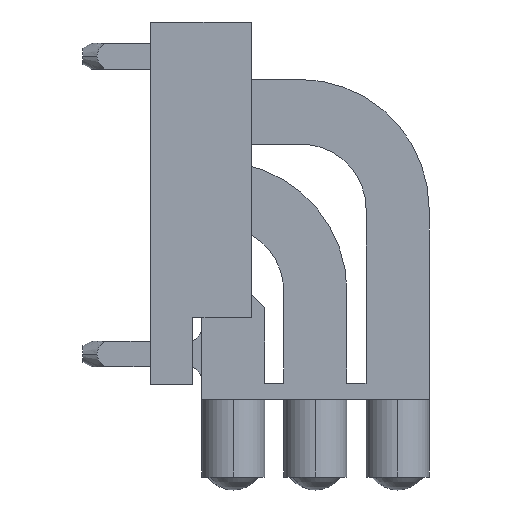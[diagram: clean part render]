
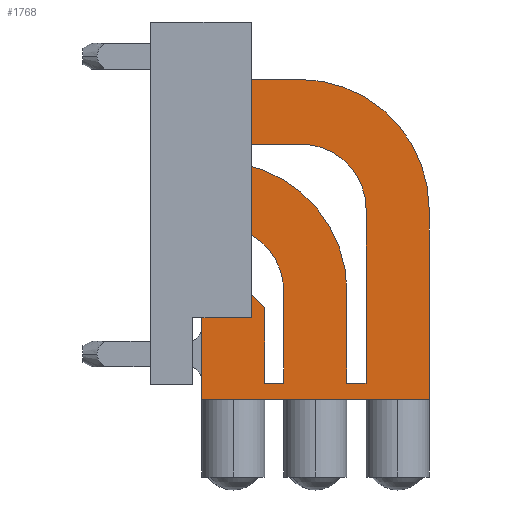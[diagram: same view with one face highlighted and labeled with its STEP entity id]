
A CAD part, front view. The second image highlights one B-rep face of the part: STEP entity #1768.
In plain terms, the highlighted face is planar.
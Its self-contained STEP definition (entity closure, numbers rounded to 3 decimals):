
#830=AXIS2_PLACEMENT_3D('Circle Axis2P3D',#828,#829,$) ;
#918=AXIS2_PLACEMENT_3D('Circle Axis2P3D',#916,#917,$) ;
#1042=AXIS2_PLACEMENT_3D('Circle Axis2P3D',#1040,#1041,$) ;
#1135=AXIS2_PLACEMENT_3D('Circle Axis2P3D',#1133,#1134,$) ;
#1666=AXIS2_PLACEMENT_3D('Circle Axis2P3D',#1664,#1665,$) ;
#1719=AXIS2_PLACEMENT_3D('Plane Axis2P3D',#1716,#1717,#1718) ;
#1730=AXIS2_PLACEMENT_3D('Circle Axis2P3D',#1728,#1729,$) ;
#546=CARTESIAN_POINT('Vertex',(1.95,8.2,0.)) ;
#549=CARTESIAN_POINT('Line Origine',(1.95,4.1,0.)) ;
#553=CARTESIAN_POINT('Vertex',(1.95,0.,0.)) ;
#588=CARTESIAN_POINT('Vertex',(1.95,8.2,0.265)) ;
#591=CARTESIAN_POINT('Line Origine',(1.95,8.2,0.133)) ;
#626=CARTESIAN_POINT('Vertex',(1.95,11.,0.265)) ;
#629=CARTESIAN_POINT('Line Origine',(1.95,9.6,0.265)) ;
#667=CARTESIAN_POINT('Vertex',(1.95,11.,1.24)) ;
#670=CARTESIAN_POINT('Line Origine',(1.95,11.,0.753)) ;
#685=CARTESIAN_POINT('Vertex',(1.95,11.,3.78)) ;
#690=CARTESIAN_POINT('Line Origine',(1.95,11.,2.51)) ;
#730=CARTESIAN_POINT('Vertex',(1.95,11.,6.32)) ;
#733=CARTESIAN_POINT('Line Origine',(1.95,11.,5.05)) ;
#756=CARTESIAN_POINT('Vertex',(1.95,11.,7.295)) ;
#759=CARTESIAN_POINT('Line Origine',(1.95,11.,6.808)) ;
#793=CARTESIAN_POINT('Vertex',(1.95,5.12,7.295)) ;
#796=CARTESIAN_POINT('Line Origine',(1.95,8.06,7.295)) ;
#825=CARTESIAN_POINT('Vertex',(1.95,1.12,3.295)) ;
#828=CARTESIAN_POINT('Axis2P3D Location',(1.95,5.12,3.295)) ;
#845=CARTESIAN_POINT('Line Origine',(1.95,10.5,5.05)) ;
#849=CARTESIAN_POINT('Vertex',(1.95,10.5,4.755)) ;
#851=CARTESIAN_POINT('Vertex',(1.95,10.5,5.345)) ;
#885=CARTESIAN_POINT('Line Origine',(1.95,9.08,4.755)) ;
#889=CARTESIAN_POINT('Vertex',(1.95,7.66,4.755)) ;
#916=CARTESIAN_POINT('Axis2P3D Location',(1.95,7.66,0.755)) ;
#920=CARTESIAN_POINT('Vertex',(1.95,3.66,0.755)) ;
#947=CARTESIAN_POINT('Line Origine',(1.95,3.66,0.628)) ;
#951=CARTESIAN_POINT('Vertex',(1.95,3.66,0.5)) ;
#978=CARTESIAN_POINT('Line Origine',(1.95,3.39,0.5)) ;
#982=CARTESIAN_POINT('Vertex',(1.95,3.12,0.5)) ;
#1009=CARTESIAN_POINT('Line Origine',(1.95,3.12,1.923)) ;
#1013=CARTESIAN_POINT('Vertex',(1.95,3.12,3.345)) ;
#1040=CARTESIAN_POINT('Axis2P3D Location',(1.95,5.12,3.345)) ;
#1044=CARTESIAN_POINT('Vertex',(1.95,5.12,5.345)) ;
#1071=CARTESIAN_POINT('Line Origine',(1.95,7.81,5.345)) ;
#1093=CARTESIAN_POINT('Line Origine',(1.95,5.66,0.653)) ;
#1097=CARTESIAN_POINT('Vertex',(1.95,5.66,0.805)) ;
#1099=CARTESIAN_POINT('Vertex',(1.95,5.66,0.5)) ;
#1133=CARTESIAN_POINT('Axis2P3D Location',(1.95,7.66,0.805)) ;
#1137=CARTESIAN_POINT('Vertex',(1.95,7.66,2.805)) ;
#1164=CARTESIAN_POINT('Line Origine',(1.95,9.08,2.805)) ;
#1168=CARTESIAN_POINT('Vertex',(1.95,10.5,2.805)) ;
#1190=CARTESIAN_POINT('Line Origine',(1.95,10.5,2.51)) ;
#1194=CARTESIAN_POINT('Vertex',(1.95,10.5,2.215)) ;
#1221=CARTESIAN_POINT('Line Origine',(1.95,9.338,2.215)) ;
#1225=CARTESIAN_POINT('Vertex',(1.95,8.175,2.215)) ;
#1252=CARTESIAN_POINT('Line Origine',(1.95,7.318,1.358)) ;
#1256=CARTESIAN_POINT('Vertex',(1.95,6.46,0.5)) ;
#1278=CARTESIAN_POINT('Line Origine',(1.95,6.06,0.5)) ;
#1628=CARTESIAN_POINT('Vertex',(1.95,1.12,1.375)) ;
#1633=CARTESIAN_POINT('Line Origine',(1.95,1.12,2.335)) ;
#1659=CARTESIAN_POINT('Vertex',(1.95,1.,1.255)) ;
#1664=CARTESIAN_POINT('Axis2P3D Location',(1.95,1.,1.375)) ;
#1692=CARTESIAN_POINT('Vertex',(1.95,0.,1.135)) ;
#1700=CARTESIAN_POINT('Line Origine',(1.95,0.,0.568)) ;
#1716=CARTESIAN_POINT('Axis2P3D Location',(1.95,0.,0.)) ;
#1721=CARTESIAN_POINT('Line Origine',(1.95,0.56,1.255)) ;
#1725=CARTESIAN_POINT('Vertex',(1.95,0.12,1.255)) ;
#1728=CARTESIAN_POINT('Axis2P3D Location',(1.95,0.12,1.135)) ;
#550=DIRECTION('Vector Direction',(0.,-1.,0.)) ;
#592=DIRECTION('Vector Direction',(0.,0.,-1.)) ;
#630=DIRECTION('Vector Direction',(0.,-1.,0.)) ;
#671=DIRECTION('Vector Direction',(0.,0.,-1.)) ;
#691=DIRECTION('Vector Direction',(0.,0.,-1.)) ;
#734=DIRECTION('Vector Direction',(0.,0.,-1.)) ;
#760=DIRECTION('Vector Direction',(0.,0.,-1.)) ;
#797=DIRECTION('Vector Direction',(0.,1.,0.)) ;
#829=DIRECTION('Axis2P3D Direction',(1.,0.,0.)) ;
#846=DIRECTION('Vector Direction',(0.,0.,1.)) ;
#886=DIRECTION('Vector Direction',(0.,1.,0.)) ;
#917=DIRECTION('Axis2P3D Direction',(1.,0.,0.)) ;
#948=DIRECTION('Vector Direction',(0.,0.,1.)) ;
#979=DIRECTION('Vector Direction',(0.,1.,0.)) ;
#1010=DIRECTION('Vector Direction',(0.,0.,-1.)) ;
#1041=DIRECTION('Axis2P3D Direction',(1.,0.,0.)) ;
#1072=DIRECTION('Vector Direction',(0.,-1.,0.)) ;
#1094=DIRECTION('Vector Direction',(0.,0.,1.)) ;
#1134=DIRECTION('Axis2P3D Direction',(1.,0.,0.)) ;
#1165=DIRECTION('Vector Direction',(0.,1.,0.)) ;
#1191=DIRECTION('Vector Direction',(0.,0.,-1.)) ;
#1222=DIRECTION('Vector Direction',(0.,-1.,0.)) ;
#1253=DIRECTION('Vector Direction',(0.,-0.707,-0.707)) ;
#1279=DIRECTION('Vector Direction',(0.,-1.,0.)) ;
#1634=DIRECTION('Vector Direction',(0.,0.,1.)) ;
#1665=DIRECTION('Axis2P3D Direction',(1.,0.,0.)) ;
#1701=DIRECTION('Vector Direction',(0.,0.,1.)) ;
#1717=DIRECTION('Axis2P3D Direction',(1.,0.,0.)) ;
#1718=DIRECTION('Axis2P3D XDirection',(0.,1.,0.)) ;
#1722=DIRECTION('Vector Direction',(0.,1.,0.)) ;
#1729=DIRECTION('Axis2P3D Direction',(1.,0.,0.)) ;
#551=VECTOR('Line Direction',#550,1.) ;
#593=VECTOR('Line Direction',#592,1.) ;
#631=VECTOR('Line Direction',#630,1.) ;
#672=VECTOR('Line Direction',#671,1.) ;
#692=VECTOR('Line Direction',#691,1.) ;
#735=VECTOR('Line Direction',#734,1.) ;
#761=VECTOR('Line Direction',#760,1.) ;
#798=VECTOR('Line Direction',#797,1.) ;
#847=VECTOR('Line Direction',#846,1.) ;
#887=VECTOR('Line Direction',#886,1.) ;
#949=VECTOR('Line Direction',#948,1.) ;
#980=VECTOR('Line Direction',#979,1.) ;
#1011=VECTOR('Line Direction',#1010,1.) ;
#1073=VECTOR('Line Direction',#1072,1.) ;
#1095=VECTOR('Line Direction',#1094,1.) ;
#1166=VECTOR('Line Direction',#1165,1.) ;
#1192=VECTOR('Line Direction',#1191,1.) ;
#1223=VECTOR('Line Direction',#1222,1.) ;
#1254=VECTOR('Line Direction',#1253,1.) ;
#1280=VECTOR('Line Direction',#1279,1.) ;
#1635=VECTOR('Line Direction',#1634,1.) ;
#1702=VECTOR('Line Direction',#1701,1.) ;
#1723=VECTOR('Line Direction',#1722,1.) ;
#1734=ORIENTED_EDGE('',*,*,#1704,.T.) ;
#1735=ORIENTED_EDGE('',*,*,#555,.T.) ;
#1736=ORIENTED_EDGE('',*,*,#595,.T.) ;
#1737=ORIENTED_EDGE('',*,*,#633,.T.) ;
#1738=ORIENTED_EDGE('',*,*,#674,.T.) ;
#1739=ORIENTED_EDGE('',*,*,#694,.T.) ;
#1740=ORIENTED_EDGE('',*,*,#737,.T.) ;
#1741=ORIENTED_EDGE('',*,*,#763,.T.) ;
#1742=ORIENTED_EDGE('',*,*,#800,.T.) ;
#1743=ORIENTED_EDGE('',*,*,#832,.T.) ;
#1744=ORIENTED_EDGE('',*,*,#1637,.T.) ;
#1745=ORIENTED_EDGE('',*,*,#1668,.T.) ;
#1746=ORIENTED_EDGE('',*,*,#1727,.T.) ;
#1747=ORIENTED_EDGE('',*,*,#1732,.F.) ;
#1750=ORIENTED_EDGE('',*,*,#853,.F.) ;
#1751=ORIENTED_EDGE('',*,*,#891,.F.) ;
#1752=ORIENTED_EDGE('',*,*,#922,.F.) ;
#1753=ORIENTED_EDGE('',*,*,#953,.F.) ;
#1754=ORIENTED_EDGE('',*,*,#984,.F.) ;
#1755=ORIENTED_EDGE('',*,*,#1015,.F.) ;
#1756=ORIENTED_EDGE('',*,*,#1046,.F.) ;
#1757=ORIENTED_EDGE('',*,*,#1075,.F.) ;
#1760=ORIENTED_EDGE('',*,*,#1101,.F.) ;
#1761=ORIENTED_EDGE('',*,*,#1139,.F.) ;
#1762=ORIENTED_EDGE('',*,*,#1170,.F.) ;
#1763=ORIENTED_EDGE('',*,*,#1196,.F.) ;
#1764=ORIENTED_EDGE('',*,*,#1227,.F.) ;
#1765=ORIENTED_EDGE('',*,*,#1258,.F.) ;
#1766=ORIENTED_EDGE('',*,*,#1282,.F.) ;
#1758=FACE_BOUND('',#1749,.T.) ;
#1767=FACE_BOUND('',#1759,.T.) ;
#1768=ADVANCED_FACE('Body.2',(#1748,#1758,#1767),#1720,.T.) ;
#831=CIRCLE('generated circle',#830,4.) ;
#919=CIRCLE('generated circle',#918,4.) ;
#1043=CIRCLE('generated circle',#1042,2.) ;
#1136=CIRCLE('generated circle',#1135,2.) ;
#1667=CIRCLE('generated circle',#1666,0.12) ;
#1731=CIRCLE('generated circle',#1730,0.12) ;
#555=EDGE_CURVE('',#554,#547,#552,.F.) ;
#595=EDGE_CURVE('',#547,#589,#594,.F.) ;
#633=EDGE_CURVE('',#589,#627,#632,.F.) ;
#674=EDGE_CURVE('',#627,#668,#673,.F.) ;
#694=EDGE_CURVE('',#668,#686,#693,.F.) ;
#737=EDGE_CURVE('',#686,#731,#736,.F.) ;
#763=EDGE_CURVE('',#731,#757,#762,.F.) ;
#800=EDGE_CURVE('',#757,#794,#799,.F.) ;
#832=EDGE_CURVE('',#794,#826,#831,.T.) ;
#853=EDGE_CURVE('',#850,#852,#848,.T.) ;
#891=EDGE_CURVE('',#890,#850,#888,.T.) ;
#922=EDGE_CURVE('',#921,#890,#919,.F.) ;
#953=EDGE_CURVE('',#952,#921,#950,.T.) ;
#984=EDGE_CURVE('',#983,#952,#981,.T.) ;
#1015=EDGE_CURVE('',#1014,#983,#1012,.T.) ;
#1046=EDGE_CURVE('',#1045,#1014,#1043,.T.) ;
#1075=EDGE_CURVE('',#852,#1045,#1074,.T.) ;
#1101=EDGE_CURVE('',#1098,#1100,#1096,.F.) ;
#1139=EDGE_CURVE('',#1138,#1098,#1136,.T.) ;
#1170=EDGE_CURVE('',#1169,#1138,#1167,.F.) ;
#1196=EDGE_CURVE('',#1195,#1169,#1193,.F.) ;
#1227=EDGE_CURVE('',#1226,#1195,#1224,.F.) ;
#1258=EDGE_CURVE('',#1257,#1226,#1255,.F.) ;
#1282=EDGE_CURVE('',#1100,#1257,#1281,.F.) ;
#1637=EDGE_CURVE('',#826,#1629,#1636,.F.) ;
#1668=EDGE_CURVE('',#1629,#1660,#1667,.F.) ;
#1704=EDGE_CURVE('',#1693,#554,#1703,.F.) ;
#1727=EDGE_CURVE('',#1660,#1726,#1724,.F.) ;
#1732=EDGE_CURVE('',#1693,#1726,#1731,.F.) ;
#1733=EDGE_LOOP('',(#1734,#1735,#1736,#1737,#1738,#1739,#1740,#1741,#1742,#1743,#1744,#1745,#1746,#1747)) ;
#1749=EDGE_LOOP('',(#1750,#1751,#1752,#1753,#1754,#1755,#1756,#1757)) ;
#1759=EDGE_LOOP('',(#1760,#1761,#1762,#1763,#1764,#1765,#1766)) ;
#1748=FACE_OUTER_BOUND('',#1733,.T.) ;
#552=LINE('Line',#549,#551) ;
#594=LINE('Line',#591,#593) ;
#632=LINE('Line',#629,#631) ;
#673=LINE('Line',#670,#672) ;
#693=LINE('Line',#690,#692) ;
#736=LINE('Line',#733,#735) ;
#762=LINE('Line',#759,#761) ;
#799=LINE('Line',#796,#798) ;
#848=LINE('Line',#845,#847) ;
#888=LINE('Line',#885,#887) ;
#950=LINE('Line',#947,#949) ;
#981=LINE('Line',#978,#980) ;
#1012=LINE('Line',#1009,#1011) ;
#1074=LINE('Line',#1071,#1073) ;
#1096=LINE('Line',#1093,#1095) ;
#1167=LINE('Line',#1164,#1166) ;
#1193=LINE('Line',#1190,#1192) ;
#1224=LINE('Line',#1221,#1223) ;
#1255=LINE('Line',#1252,#1254) ;
#1281=LINE('Line',#1278,#1280) ;
#1636=LINE('Line',#1633,#1635) ;
#1703=LINE('Line',#1700,#1702) ;
#1724=LINE('Line',#1721,#1723) ;
#1720=PLANE('',#1719) ;
#547=VERTEX_POINT('',#546) ;
#554=VERTEX_POINT('',#553) ;
#589=VERTEX_POINT('',#588) ;
#627=VERTEX_POINT('',#626) ;
#668=VERTEX_POINT('',#667) ;
#686=VERTEX_POINT('',#685) ;
#731=VERTEX_POINT('',#730) ;
#757=VERTEX_POINT('',#756) ;
#794=VERTEX_POINT('',#793) ;
#826=VERTEX_POINT('',#825) ;
#850=VERTEX_POINT('',#849) ;
#852=VERTEX_POINT('',#851) ;
#890=VERTEX_POINT('',#889) ;
#921=VERTEX_POINT('',#920) ;
#952=VERTEX_POINT('',#951) ;
#983=VERTEX_POINT('',#982) ;
#1014=VERTEX_POINT('',#1013) ;
#1045=VERTEX_POINT('',#1044) ;
#1098=VERTEX_POINT('',#1097) ;
#1100=VERTEX_POINT('',#1099) ;
#1138=VERTEX_POINT('',#1137) ;
#1169=VERTEX_POINT('',#1168) ;
#1195=VERTEX_POINT('',#1194) ;
#1226=VERTEX_POINT('',#1225) ;
#1257=VERTEX_POINT('',#1256) ;
#1629=VERTEX_POINT('',#1628) ;
#1660=VERTEX_POINT('',#1659) ;
#1693=VERTEX_POINT('',#1692) ;
#1726=VERTEX_POINT('',#1725) ;
